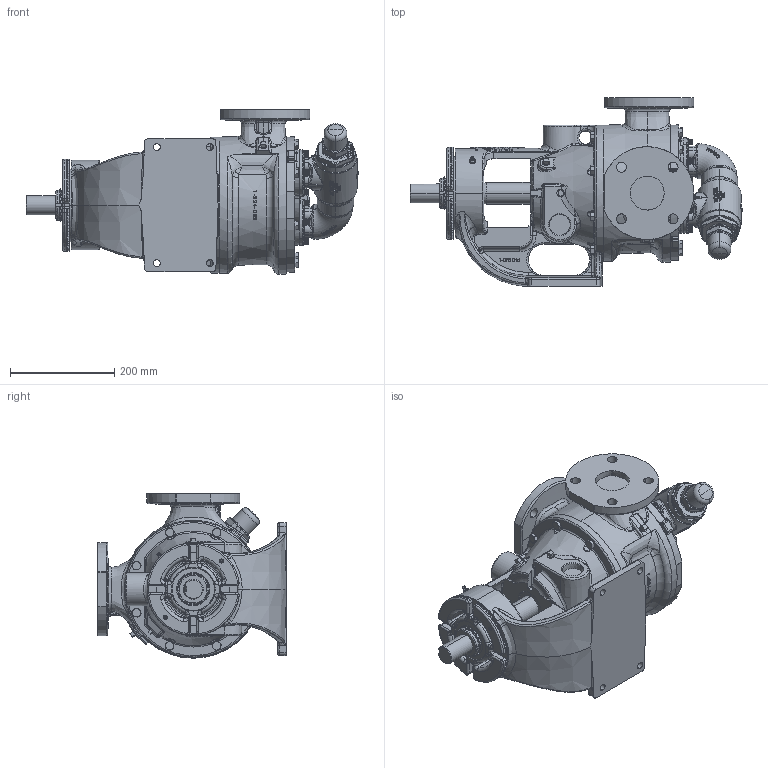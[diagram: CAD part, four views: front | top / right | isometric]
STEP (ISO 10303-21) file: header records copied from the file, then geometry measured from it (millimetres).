
FILE_DESCRIPTION (( 'STEP AP203' ), '1' );
FILE_NAME ('LQ224AE_RV.STEP', '2019-12-03T16:53:20', ( '' ), ( '' ), 'SwSTEP 2.0', 'SolidWorks 2018', '' );
FILE_SCHEMA (( 'CONFIG_CONTROL_DESIGN' ));
Products named in the file (1): LQ224AE_RV
Bounding box: 635.46 x 360.43 x 314.82 mm (x, y, z)
Volume: 17394387.8 mm3; surface area: 892600.4 mm2
Topology: 1 solids, 1 shells, 4096 faces, 10512 edges, 6483 vertices
Faces by surface type: plane 1252, bspline 1090, cylinder 924, cone 535, torus 219, sphere 76
Entity records: 201602 total; most frequent: CARTESIAN_POINT 112065, ORIENTED_EDGE 20842, DIRECTION 15955, EDGE_CURVE 10421, VERTEX_POINT 6479, AXIS2_PLACEMENT_3D 6442, EDGE_LOOP 4300, ADVANCED_FACE 4096
